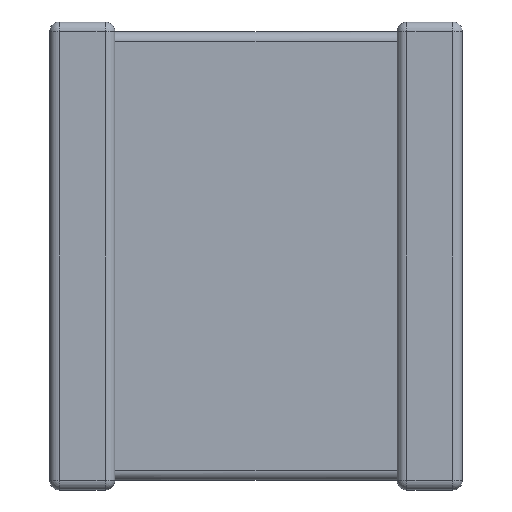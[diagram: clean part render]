
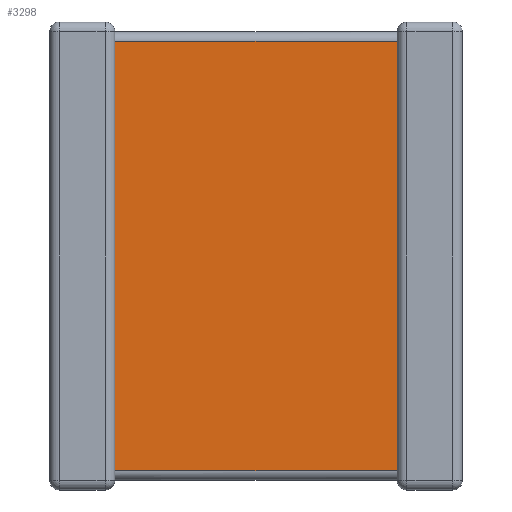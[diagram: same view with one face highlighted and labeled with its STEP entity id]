
A CAD part, front view. The second image highlights one B-rep face of the part: STEP entity #3298.
In plain terms, the highlighted planar face has unit normal (0, -1, 0).
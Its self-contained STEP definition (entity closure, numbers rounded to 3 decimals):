
#5 = VERTEX_POINT ( 'NONE', #3120 ) ;
#41 = FACE_OUTER_BOUND ( 'NONE', #3820, .T. ) ;
#194 = LINE ( 'NONE', #1265, #4461 ) ;
#416 = DIRECTION ( 'NONE',  ( -1., 0., 0. ) ) ;
#627 = ORIENTED_EDGE ( 'NONE', *, *, #4121, .T. ) ;
#733 = VECTOR ( 'NONE', #2990, 1000. ) ;
#794 = LINE ( 'NONE', #3028, #856 ) ;
#856 = VECTOR ( 'NONE', #3433, 1000. ) ;
#1018 = VERTEX_POINT ( 'NONE', #3904 ) ;
#1107 = EDGE_CURVE ( 'NONE', #2098, #1018, #794, .T. ) ;
#1141 = CARTESIAN_POINT ( 'NONE',  ( 5.05, 0.141, -6.517 ) ) ;
#1265 = CARTESIAN_POINT ( 'NONE',  ( 5.05, 0.141, -6.8 ) ) ;
#1272 = LINE ( 'NONE', #2947, #3308 ) ;
#1327 = ORIENTED_EDGE ( 'NONE', *, *, #1107, .F. ) ;
#1691 = ORIENTED_EDGE ( 'NONE', *, *, #4430, .T. ) ;
#1701 = DIRECTION ( 'NONE',  ( 0., 0., 1. ) ) ;
#2035 = ORIENTED_EDGE ( 'NONE', *, *, #2156, .T. ) ;
#2098 = VERTEX_POINT ( 'NONE', #2533 ) ;
#2156 = EDGE_CURVE ( 'NONE', #3824, #1018, #1272, .T. ) ;
#2381 = DIRECTION ( 'NONE',  ( 0., -1., 0. ) ) ;
#2533 = CARTESIAN_POINT ( 'NONE',  ( 0.95, 0.141, -6.517 ) ) ;
#2727 = DIRECTION ( 'NONE',  ( 0., 0., -1. ) ) ;
#2947 = CARTESIAN_POINT ( 'NONE',  ( 0.95, 0.141, -0.283 ) ) ;
#2990 = DIRECTION ( 'NONE',  ( 1., 0., 0. ) ) ;
#3028 = CARTESIAN_POINT ( 'NONE',  ( 0.95, 0.141, -6.8 ) ) ;
#3060 = CARTESIAN_POINT ( 'NONE',  ( 0.95, 0.141, -6.8 ) ) ;
#3070 = PLANE ( 'NONE',  #4092 ) ;
#3120 = CARTESIAN_POINT ( 'NONE',  ( 5.05, 0.141, -6.517 ) ) ;
#3298 = ADVANCED_FACE ( 'NONE', ( #41 ), #3070, .T. ) ;
#3308 = VECTOR ( 'NONE', #416, 1000. ) ;
#3433 = DIRECTION ( 'NONE',  ( 0., 0., 1. ) ) ;
#3718 = LINE ( 'NONE', #1141, #733 ) ;
#3820 = EDGE_LOOP ( 'NONE', ( #1327, #1691, #627, #2035 ) ) ;
#3824 = VERTEX_POINT ( 'NONE', #4231 ) ;
#3904 = CARTESIAN_POINT ( 'NONE',  ( 0.95, 0.141, -0.283 ) ) ;
#4092 = AXIS2_PLACEMENT_3D ( 'NONE', #3060, #2381, #2727 ) ;
#4121 = EDGE_CURVE ( 'NONE', #5, #3824, #194, .T. ) ;
#4231 = CARTESIAN_POINT ( 'NONE',  ( 5.05, 0.141, -0.283 ) ) ;
#4430 = EDGE_CURVE ( 'NONE', #2098, #5, #3718, .T. ) ;
#4461 = VECTOR ( 'NONE', #1701, 1000. ) ;
